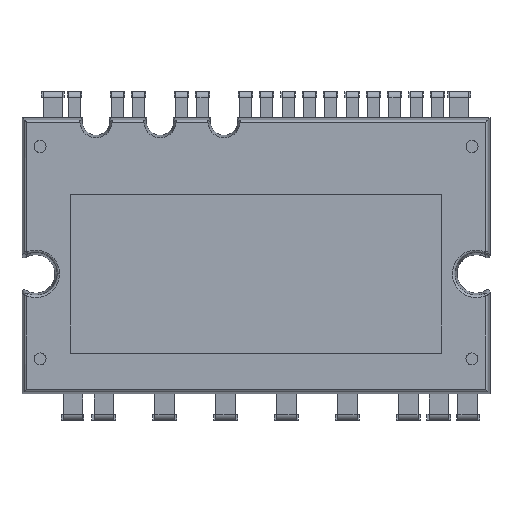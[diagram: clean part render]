
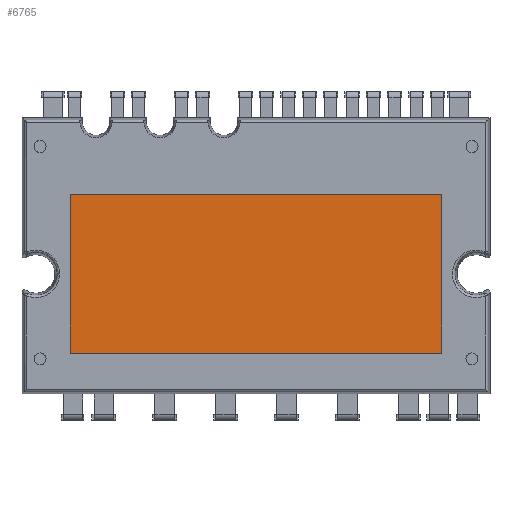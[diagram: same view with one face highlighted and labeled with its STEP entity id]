
A CAD part, top view. The second image highlights one B-rep face of the part: STEP entity #6765.
In plain terms, the highlighted planar face has unit normal (0, 0, 1).
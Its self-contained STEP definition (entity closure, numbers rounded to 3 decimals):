
#138 = VECTOR ( 'NONE', #4161, 1000. ) ;
#571 = CARTESIAN_POINT ( 'NONE',  ( 4., 3.4, -0.01 ) ) ;
#1707 = PLANE ( 'NONE',  #4876 ) ;
#2137 = DIRECTION ( 'NONE',  ( 0., 1., 0. ) ) ;
#2223 = CARTESIAN_POINT ( 'NONE',  ( 35., 3.4, -0.01 ) ) ;
#4161 = DIRECTION ( 'NONE',  ( 1., 0., 0. ) ) ;
#4294 = CARTESIAN_POINT ( 'NONE',  ( 4., 16.6, -0.01 ) ) ;
#4662 = DIRECTION ( 'NONE',  ( -1., 0., 0. ) ) ;
#4876 = AXIS2_PLACEMENT_3D ( 'NONE', #4294, #13578, #15804 ) ;
#5779 = DIRECTION ( 'NONE',  ( 0., -1., 0. ) ) ;
#6025 = ORIENTED_EDGE ( 'NONE', *, *, #7805, .T. ) ;
#6765 = ADVANCED_FACE ( 'NONE', ( #13313 ), #1707, .F. ) ;
#6852 = EDGE_CURVE ( 'NONE', #11919, #10355, #11160, .T. ) ;
#7304 = VECTOR ( 'NONE', #2137, 1000. ) ;
#7516 = VECTOR ( 'NONE', #5779, 1000. ) ;
#7699 = EDGE_LOOP ( 'NONE', ( #6025, #9452, #16102, #12255 ) ) ;
#7750 = CARTESIAN_POINT ( 'NONE',  ( 4., 3.4, -0.01 ) ) ;
#7805 = EDGE_CURVE ( 'NONE', #12889, #11919, #10481, .T. ) ;
#9016 = CARTESIAN_POINT ( 'NONE',  ( 35., 3.4, -0.01 ) ) ;
#9452 = ORIENTED_EDGE ( 'NONE', *, *, #6852, .T. ) ;
#10355 = VERTEX_POINT ( 'NONE', #12239 ) ;
#10481 = LINE ( 'NONE', #7750, #138 ) ;
#11128 = LINE ( 'NONE', #16365, #13114 ) ;
#11160 = LINE ( 'NONE', #2223, #7304 ) ;
#11227 = EDGE_CURVE ( 'NONE', #10355, #13684, #11128, .T. ) ;
#11919 = VERTEX_POINT ( 'NONE', #9016 ) ;
#12192 = CARTESIAN_POINT ( 'NONE',  ( 4., 16.6, -0.01 ) ) ;
#12239 = CARTESIAN_POINT ( 'NONE',  ( 35., 16.6, -0.01 ) ) ;
#12249 = LINE ( 'NONE', #571, #7516 ) ;
#12255 = ORIENTED_EDGE ( 'NONE', *, *, #14340, .T. ) ;
#12889 = VERTEX_POINT ( 'NONE', #14310 ) ;
#13114 = VECTOR ( 'NONE', #4662, 1000. ) ;
#13313 = FACE_OUTER_BOUND ( 'NONE', #7699, .T. ) ;
#13578 = DIRECTION ( 'NONE',  ( 0., 0., -1. ) ) ;
#13684 = VERTEX_POINT ( 'NONE', #12192 ) ;
#14310 = CARTESIAN_POINT ( 'NONE',  ( 4., 3.4, -0.01 ) ) ;
#14340 = EDGE_CURVE ( 'NONE', #13684, #12889, #12249, .T. ) ;
#15804 = DIRECTION ( 'NONE',  ( -1., 0., 0. ) ) ;
#16102 = ORIENTED_EDGE ( 'NONE', *, *, #11227, .T. ) ;
#16365 = CARTESIAN_POINT ( 'NONE',  ( 4., 16.6, -0.01 ) ) ;
